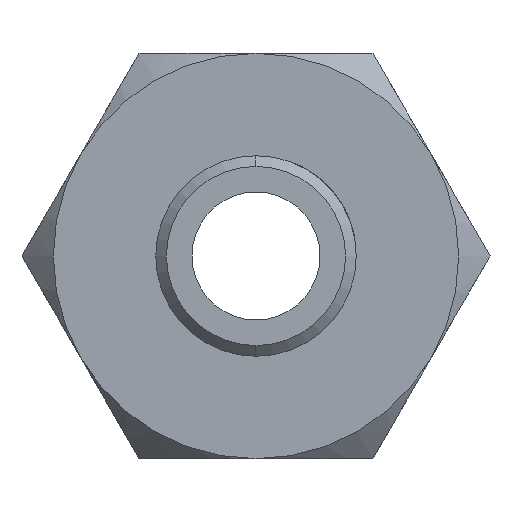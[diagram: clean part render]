
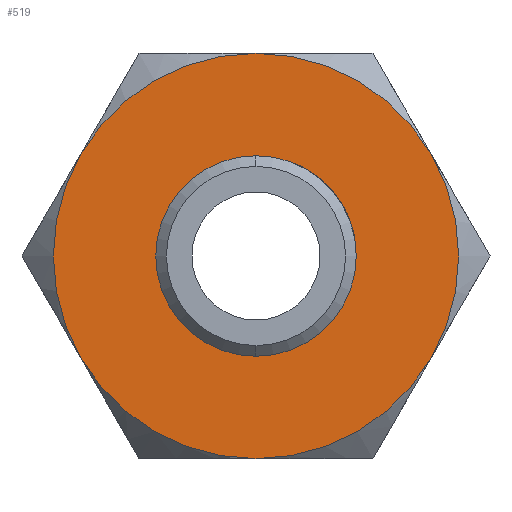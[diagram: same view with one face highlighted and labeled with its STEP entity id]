
A CAD part, left-side view. The second image highlights one B-rep face of the part: STEP entity #519.
In plain terms, the highlighted planar face has unit normal (-1, 0, 0).
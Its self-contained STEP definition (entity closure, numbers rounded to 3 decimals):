
#43 = ORIENTED_EDGE ( 'NONE', *, *, #5392, .F. ) ;
#44 = CARTESIAN_POINT ( 'NONE',  ( 17., 0., 0. ) ) ;
#173 = CARTESIAN_POINT ( 'NONE',  ( 17., 0., -9.5 ) ) ;
#212 = CARTESIAN_POINT ( 'NONE',  ( 17., 0., 0. ) ) ;
#342 = PLANE ( 'NONE',  #2777 ) ;
#343 = EDGE_CURVE ( 'NONE', #3774, #4855, #1213, .T. ) ;
#372 = DIRECTION ( 'NONE',  ( -1., 0., 0. ) ) ;
#424 = DIRECTION ( 'NONE',  ( 0., 0., -1. ) ) ;
#437 = CIRCLE ( 'NONE', #2266, 9.5 ) ;
#446 = CIRCLE ( 'NONE', #2191, 9.5 ) ;
#485 = EDGE_CURVE ( 'NONE', #3774, #5288, #3480, .T. ) ;
#519 = ADVANCED_FACE ( 'NONE', ( #1219, #1676 ), #342, .F. ) ;
#568 = ORIENTED_EDGE ( 'NONE', *, *, #2335, .F. ) ;
#570 = CARTESIAN_POINT ( 'NONE',  ( 17., 0., 9.5 ) ) ;
#622 = CARTESIAN_POINT ( 'NONE',  ( 17., 0., 0. ) ) ;
#668 = VERTEX_POINT ( 'NONE', #2995 ) ;
#707 = DIRECTION ( 'NONE',  ( -1., 0., 0. ) ) ;
#733 = DIRECTION ( 'NONE',  ( 0., 0., -1. ) ) ;
#958 = DIRECTION ( 'NONE',  ( 1., 0., 0. ) ) ;
#1014 = ORIENTED_EDGE ( 'NONE', *, *, #2790, .F. ) ;
#1053 = CIRCLE ( 'NONE', #4967, 4.7 ) ;
#1071 = DIRECTION ( 'NONE',  ( 0., 0., 1. ) ) ;
#1119 = CARTESIAN_POINT ( 'NONE',  ( 17., 8.227, -4.75 ) ) ;
#1133 = CARTESIAN_POINT ( 'NONE',  ( 17., 0., 0. ) ) ;
#1148 = CARTESIAN_POINT ( 'NONE',  ( 17., 0., 0. ) ) ;
#1180 = DIRECTION ( 'NONE',  ( 0., 0., -1. ) ) ;
#1213 = CIRCLE ( 'NONE', #4514, 9.5 ) ;
#1219 = FACE_BOUND ( 'NONE', #4819, .T. ) ;
#1220 = ORIENTED_EDGE ( 'NONE', *, *, #2754, .F. ) ;
#1259 = ORIENTED_EDGE ( 'NONE', *, *, #343, .F. ) ;
#1411 = CARTESIAN_POINT ( 'NONE',  ( 17., 8.227, 4.75 ) ) ;
#1573 = DIRECTION ( 'NONE',  ( 1., 0., 0. ) ) ;
#1676 = FACE_OUTER_BOUND ( 'NONE', #3263, .T. ) ;
#1747 = DIRECTION ( 'NONE',  ( 0., 0., -1. ) ) ;
#1906 = DIRECTION ( 'NONE',  ( 0., 0., 1. ) ) ;
#2175 = DIRECTION ( 'NONE',  ( 0., 0., -1. ) ) ;
#2191 = AXIS2_PLACEMENT_3D ( 'NONE', #1133, #2787, #4451 ) ;
#2266 = AXIS2_PLACEMENT_3D ( 'NONE', #3810, #4307, #1747 ) ;
#2335 = EDGE_CURVE ( 'NONE', #668, #3647, #437, .T. ) ;
#2401 = EDGE_CURVE ( 'NONE', #3647, #4524, #3488, .T. ) ;
#2445 = CIRCLE ( 'NONE', #4447, 9.5 ) ;
#2495 = CARTESIAN_POINT ( 'NONE',  ( 17., 0., 0. ) ) ;
#2511 = VERTEX_POINT ( 'NONE', #2755 ) ;
#2524 = DIRECTION ( 'NONE',  ( 0., 0., 1. ) ) ;
#2754 = EDGE_CURVE ( 'NONE', #2511, #3092, #1053, .T. ) ;
#2755 = CARTESIAN_POINT ( 'NONE',  ( 17., 0., 4.7 ) ) ;
#2767 = CARTESIAN_POINT ( 'NONE',  ( 17., -8.227, 4.75 ) ) ;
#2777 = AXIS2_PLACEMENT_3D ( 'NONE', #44, #4588, #424 ) ;
#2787 = DIRECTION ( 'NONE',  ( 1., 0., 0. ) ) ;
#2790 = EDGE_CURVE ( 'NONE', #3092, #2511, #4885, .T. ) ;
#2953 = AXIS2_PLACEMENT_3D ( 'NONE', #4442, #4028, #1180 ) ;
#2995 = CARTESIAN_POINT ( 'NONE',  ( 17., -8.227, -4.75 ) ) ;
#3092 = VERTEX_POINT ( 'NONE', #4714 ) ;
#3263 = EDGE_LOOP ( 'NONE', ( #4242, #568, #4663, #1259, #3684, #43 ) ) ;
#3480 = CIRCLE ( 'NONE', #5218, 9.5 ) ;
#3488 = CIRCLE ( 'NONE', #2953, 9.5 ) ;
#3647 = VERTEX_POINT ( 'NONE', #173 ) ;
#3684 = ORIENTED_EDGE ( 'NONE', *, *, #485, .T. ) ;
#3719 = EDGE_CURVE ( 'NONE', #4855, #668, #2445, .T. ) ;
#3774 = VERTEX_POINT ( 'NONE', #570 ) ;
#3810 = CARTESIAN_POINT ( 'NONE',  ( 17., 0., 0. ) ) ;
#4028 = DIRECTION ( 'NONE',  ( 1., 0., 0. ) ) ;
#4083 = AXIS2_PLACEMENT_3D ( 'NONE', #1148, #4381, #1906 ) ;
#4186 = CARTESIAN_POINT ( 'NONE',  ( 17., 0., 0. ) ) ;
#4242 = ORIENTED_EDGE ( 'NONE', *, *, #2401, .F. ) ;
#4307 = DIRECTION ( 'NONE',  ( 1., 0., 0. ) ) ;
#4381 = DIRECTION ( 'NONE',  ( -1., 0., 0. ) ) ;
#4442 = CARTESIAN_POINT ( 'NONE',  ( 17., 0., 0. ) ) ;
#4447 = AXIS2_PLACEMENT_3D ( 'NONE', #4186, #958, #2175 ) ;
#4451 = DIRECTION ( 'NONE',  ( 0., 0., -1. ) ) ;
#4514 = AXIS2_PLACEMENT_3D ( 'NONE', #212, #1573, #733 ) ;
#4524 = VERTEX_POINT ( 'NONE', #1119 ) ;
#4588 = DIRECTION ( 'NONE',  ( 1., 0., 0. ) ) ;
#4663 = ORIENTED_EDGE ( 'NONE', *, *, #3719, .F. ) ;
#4714 = CARTESIAN_POINT ( 'NONE',  ( 17., 0., -4.7 ) ) ;
#4819 = EDGE_LOOP ( 'NONE', ( #1220, #1014 ) ) ;
#4855 = VERTEX_POINT ( 'NONE', #2767 ) ;
#4885 = CIRCLE ( 'NONE', #4083, 4.7 ) ;
#4967 = AXIS2_PLACEMENT_3D ( 'NONE', #622, #707, #1071 ) ;
#5218 = AXIS2_PLACEMENT_3D ( 'NONE', #2495, #372, #2524 ) ;
#5288 = VERTEX_POINT ( 'NONE', #1411 ) ;
#5392 = EDGE_CURVE ( 'NONE', #4524, #5288, #446, .T. ) ;
